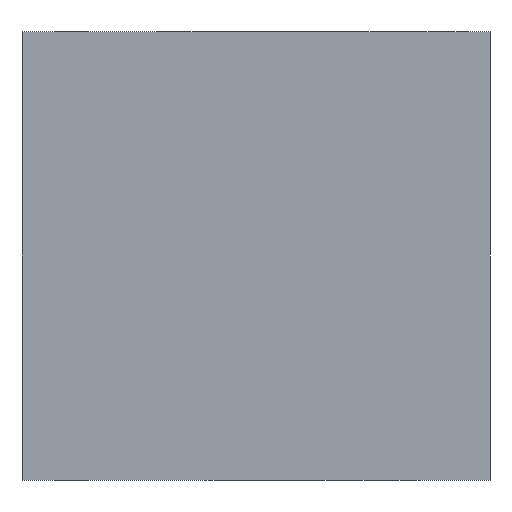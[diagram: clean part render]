
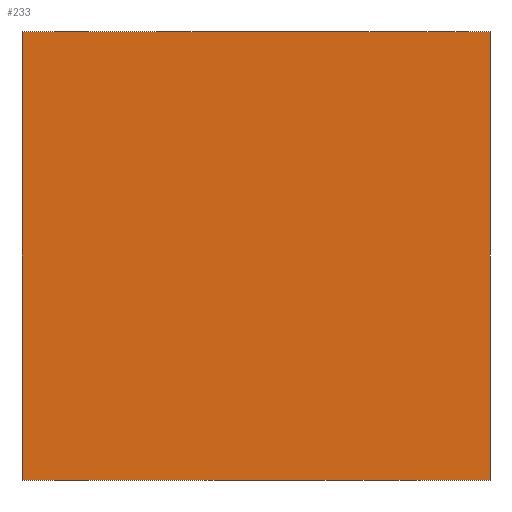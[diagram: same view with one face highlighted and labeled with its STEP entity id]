
A CAD part, left-side view. The second image highlights one B-rep face of the part: STEP entity #233.
In plain terms, the highlighted planar face has unit normal (-1, 0, 0).
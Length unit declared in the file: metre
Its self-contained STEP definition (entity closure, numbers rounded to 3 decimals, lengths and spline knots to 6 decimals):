
#14=LINE('',#351,#38);
#17=LINE('',#357,#41);
#18=LINE('',#359,#42);
#19=LINE('',#361,#43);
#38=VECTOR('',#288,1.);
#41=VECTOR('',#293,1.);
#42=VECTOR('',#294,1.);
#43=VECTOR('',#295,1.);
#62=PLANE('',#262);
#78=ORIENTED_EDGE('',*,*,#136,.F.);
#79=ORIENTED_EDGE('',*,*,#137,.F.);
#80=ORIENTED_EDGE('',*,*,#138,.T.);
#81=ORIENTED_EDGE('',*,*,#133,.T.);
#133=EDGE_CURVE('',#163,#161,#14,.T.);
#136=EDGE_CURVE('',#165,#161,#17,.T.);
#137=EDGE_CURVE('',#166,#165,#18,.T.);
#138=EDGE_CURVE('',#166,#163,#19,.T.);
#161=VERTEX_POINT('',#349);
#163=VERTEX_POINT('',#352);
#165=VERTEX_POINT('',#358);
#166=VERTEX_POINT('',#360);
#188=EDGE_LOOP('',(#78,#79,#80,#81));
#210=FACE_BOUND('',#188,.T.);
#233=ADVANCED_FACE('',(#210),#62,.T.);
#262=AXIS2_PLACEMENT_3D('',#356,#291,#292);
#288=DIRECTION('',(0.,0.,-1.));
#291=DIRECTION('',(-1.,0.,0.));
#292=DIRECTION('',(0.,-1.,0.));
#293=DIRECTION('',(0.,1.,0.));
#294=DIRECTION('',(0.,0.,-1.));
#295=DIRECTION('',(0.,1.,0.));
#349=CARTESIAN_POINT('',(-0.009,0.0149,0.));
#351=CARTESIAN_POINT('',(-0.009,0.0149,0.023));
#352=CARTESIAN_POINT('',(-0.009,0.0149,0.023));
#356=CARTESIAN_POINT('',(-0.009,0.0029,0.023));
#357=CARTESIAN_POINT('',(-0.009,0.0029,0.));
#358=CARTESIAN_POINT('',(-0.009,-0.0091,0.));
#359=CARTESIAN_POINT('',(-0.009,-0.0091,0.023));
#360=CARTESIAN_POINT('',(-0.009,-0.0091,0.023));
#361=CARTESIAN_POINT('',(-0.009,0.0029,0.023));
